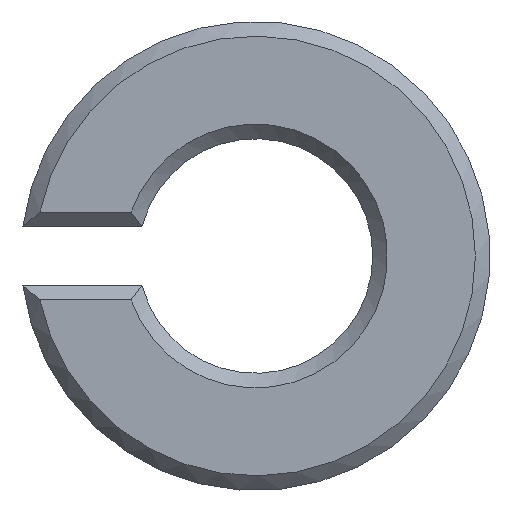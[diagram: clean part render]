
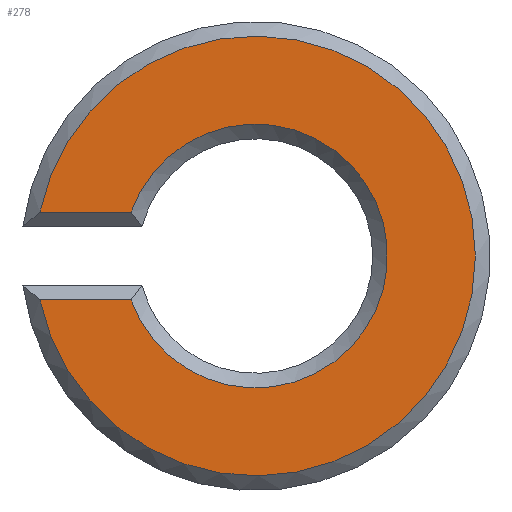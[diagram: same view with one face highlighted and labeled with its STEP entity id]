
A CAD part, front view. The second image highlights one B-rep face of the part: STEP entity #278.
In plain terms, the highlighted planar face has unit normal (0, -1, 0).
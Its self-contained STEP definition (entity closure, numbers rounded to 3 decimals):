
#21=PLANE('',#316);
#34=LINE('',#457,#50);
#35=LINE('',#461,#51);
#50=VECTOR('',#369,1000.);
#51=VECTOR('',#372,1000.);
#71=CIRCLE('',#317,4.5);
#72=CIRCLE('',#318,7.5);
#92=ORIENTED_EDGE('',*,*,#171,.T.);
#93=ORIENTED_EDGE('',*,*,#172,.T.);
#94=ORIENTED_EDGE('',*,*,#173,.T.);
#95=ORIENTED_EDGE('',*,*,#174,.T.);
#171=EDGE_CURVE('',#210,#211,#71,.F.);
#172=EDGE_CURVE('',#211,#212,#34,.T.);
#173=EDGE_CURVE('',#212,#213,#72,.T.);
#174=EDGE_CURVE('',#213,#210,#35,.T.);
#210=VERTEX_POINT('',#455);
#211=VERTEX_POINT('',#456);
#212=VERTEX_POINT('',#458);
#213=VERTEX_POINT('',#460);
#236=EDGE_LOOP('',(#92,#93,#94,#95));
#254=FACE_BOUND('',#236,.T.);
#278=ADVANCED_FACE('',(#254),#21,.T.);
#316=AXIS2_PLACEMENT_3D('',#453,#365,#366);
#317=AXIS2_PLACEMENT_3D('',#454,#367,#368);
#318=AXIS2_PLACEMENT_3D('',#459,#370,#371);
#365=DIRECTION('',(0.,-1.,0.));
#366=DIRECTION('',(0.,0.,-1.));
#367=DIRECTION('',(0.,-1.,0.));
#368=DIRECTION('',(0.,0.,-1.));
#369=DIRECTION('',(-1.,0.,0.));
#370=DIRECTION('',(0.,-1.,0.));
#371=DIRECTION('',(0.,0.,-1.));
#372=DIRECTION('',(1.,0.,0.));
#453=CARTESIAN_POINT('',(0.,15.,-21.));
#454=CARTESIAN_POINT('',(0.,15.,-25.));
#455=CARTESIAN_POINT('',(-4.243,15.,-23.5));
#456=CARTESIAN_POINT('',(-4.243,15.,-26.5));
#457=CARTESIAN_POINT('',(-7.937,15.,-26.5));
#458=CARTESIAN_POINT('',(-7.348,15.,-26.5));
#459=CARTESIAN_POINT('',(0.,15.,-25.));
#460=CARTESIAN_POINT('',(-7.348,15.,-23.5));
#461=CARTESIAN_POINT('',(-3.873,15.,-23.5));
